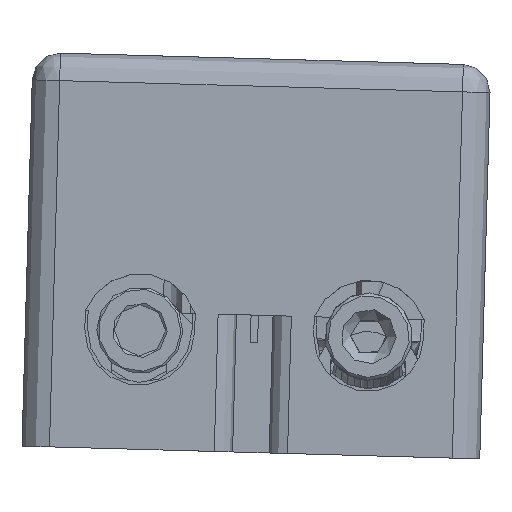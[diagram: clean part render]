
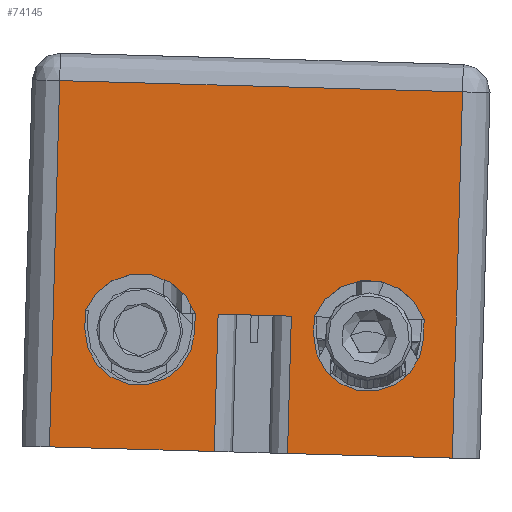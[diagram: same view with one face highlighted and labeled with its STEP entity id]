
A CAD part, front view. The second image highlights one B-rep face of the part: STEP entity #74145.
In plain terms, the highlighted planar face has unit normal (0, -1, 0).
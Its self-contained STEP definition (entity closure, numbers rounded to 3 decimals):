
#278=FACE_BOUND('',#25778,.T.);
#279=FACE_BOUND('',#25779,.T.);
#4660=LINE('',#107104,#12117);
#4760=LINE('',#107497,#12217);
#4965=LINE('',#108954,#12422);
#4994=LINE('',#109033,#12451);
#5020=LINE('',#109105,#12477);
#5021=LINE('',#109107,#12478);
#5025=LINE('',#109114,#12482);
#5026=LINE('',#109117,#12483);
#5029=LINE('',#109127,#12486);
#5030=LINE('',#109128,#12487);
#5031=LINE('',#109130,#12488);
#5032=LINE('',#109131,#12489);
#12117=VECTOR('',#84378,4.);
#12217=VECTOR('',#84700,22.);
#12422=VECTOR('',#85607,1.);
#12451=VECTOR('',#85684,1.);
#12477=VECTOR('',#85756,20.);
#12478=VECTOR('',#85759,1.);
#12482=VECTOR('',#85769,1.);
#12483=VECTOR('',#85772,20.);
#12486=VECTOR('',#85785,7.5);
#12487=VECTOR('',#85786,9.);
#12488=VECTOR('',#85787,9.);
#12489=VECTOR('',#85788,7.5);
#21703=FACE_OUTER_BOUND('',#25777,.T.);
#25777=EDGE_LOOP('',(#53215,#53216,#53217,#53218,#53219,#53220,#53221,#53222));
#25778=EDGE_LOOP('',(#53223,#53224,#53225,#53226));
#25779=EDGE_LOOP('',(#53227,#53228,#53229,#53230));
#29398=CIRCLE('',#77848,3.2);
#29403=CIRCLE('',#77862,3.2);
#29597=CIRCLE('',#78245,3.);
#29607=CIRCLE('',#78265,3.);
#31994=VERTEX_POINT('',#107100);
#31995=VERTEX_POINT('',#107102);
#32052=VERTEX_POINT('',#107379);
#32053=VERTEX_POINT('',#107381);
#32070=VERTEX_POINT('',#107427);
#32071=VERTEX_POINT('',#107429);
#32090=VERTEX_POINT('',#107489);
#32093=VERTEX_POINT('',#107496);
#32392=VERTEX_POINT('',#108952);
#32394=VERTEX_POINT('',#108958);
#32417=VERTEX_POINT('',#109026);
#32418=VERTEX_POINT('',#109028);
#32441=VERTEX_POINT('',#109103);
#32442=VERTEX_POINT('',#109116);
#32444=VERTEX_POINT('',#109126);
#32445=VERTEX_POINT('',#109129);
#39665=EDGE_CURVE('',#31995,#31994,#4660,.T.);
#39760=EDGE_CURVE('',#32053,#32052,#29398,.T.);
#39784=EDGE_CURVE('',#32071,#32070,#29403,.T.);
#39817=EDGE_CURVE('',#32090,#32093,#4760,.T.);
#40273=EDGE_CURVE('',#32052,#32392,#4965,.T.);
#40276=EDGE_CURVE('',#32392,#32394,#29597,.T.);
#40311=EDGE_CURVE('',#32418,#32417,#29607,.T.);
#40314=EDGE_CURVE('',#32070,#32418,#4994,.T.);
#40349=EDGE_CURVE('',#32441,#32090,#5020,.T.);
#40350=EDGE_CURVE('',#32394,#32053,#5021,.T.);
#40354=EDGE_CURVE('',#32417,#32071,#5025,.T.);
#40355=EDGE_CURVE('',#32442,#32093,#5026,.T.);
#40359=EDGE_CURVE('',#32444,#31995,#5029,.T.);
#40360=EDGE_CURVE('',#32442,#32444,#5030,.T.);
#40361=EDGE_CURVE('',#32445,#32441,#5031,.T.);
#40362=EDGE_CURVE('',#31994,#32445,#5032,.T.);
#53215=ORIENTED_EDGE('',*,*,#39665,.F.);
#53216=ORIENTED_EDGE('',*,*,#40359,.F.);
#53217=ORIENTED_EDGE('',*,*,#40360,.F.);
#53218=ORIENTED_EDGE('',*,*,#40355,.T.);
#53219=ORIENTED_EDGE('',*,*,#39817,.F.);
#53220=ORIENTED_EDGE('',*,*,#40349,.F.);
#53221=ORIENTED_EDGE('',*,*,#40361,.F.);
#53222=ORIENTED_EDGE('',*,*,#40362,.F.);
#53223=ORIENTED_EDGE('',*,*,#40273,.T.);
#53224=ORIENTED_EDGE('',*,*,#40276,.T.);
#53225=ORIENTED_EDGE('',*,*,#40350,.T.);
#53226=ORIENTED_EDGE('',*,*,#39760,.T.);
#53227=ORIENTED_EDGE('',*,*,#39784,.T.);
#53228=ORIENTED_EDGE('',*,*,#40314,.T.);
#53229=ORIENTED_EDGE('',*,*,#40311,.T.);
#53230=ORIENTED_EDGE('',*,*,#40354,.T.);
#71326=PLANE('',#78299);
#74145=ADVANCED_FACE('',(#21703,#278,#279),#71326,.T.);
#77848=AXIS2_PLACEMENT_3D('',#107382,#84581,#84582);
#77862=AXIS2_PLACEMENT_3D('',#107430,#84625,#84626);
#78245=AXIS2_PLACEMENT_3D('',#108960,#85613,#85614);
#78265=AXIS2_PLACEMENT_3D('',#109029,#85678,#85679);
#78299=AXIS2_PLACEMENT_3D('',#109125,#85783,#85784);
#84378=DIRECTION('',(-1.,0.,0.028));
#84581=DIRECTION('center_axis',(0.,1.,0.));
#84582=DIRECTION('ref_axis',(-0.927,0.,0.374));
#84625=DIRECTION('center_axis',(0.,1.,0.));
#84626=DIRECTION('ref_axis',(0.947,0.,0.322));
#84700=DIRECTION('',(1.,0.,-0.028));
#85607=DIRECTION('',(-0.028,0.,-1.));
#85613=DIRECTION('center_axis',(0.,1.,0.));
#85614=DIRECTION('ref_axis',(-1.,0.,0.028));
#85678=DIRECTION('center_axis',(0.,1.,0.));
#85679=DIRECTION('ref_axis',(1.,0.,-0.028));
#85684=DIRECTION('',(-0.028,0.,-1.));
#85756=DIRECTION('',(0.028,0.,1.));
#85759=DIRECTION('',(0.028,0.,1.));
#85769=DIRECTION('',(0.028,0.,1.));
#85772=DIRECTION('',(0.028,0.,1.));
#85783=DIRECTION('center_axis',(0.,-1.,0.));
#85784=DIRECTION('ref_axis',(-0.028,0.,-1.));
#85785=DIRECTION('',(0.028,0.,1.));
#85786=DIRECTION('',(-1.,0.,0.028));
#85787=DIRECTION('',(-1.,0.,0.028));
#85788=DIRECTION('',(-0.028,0.,-1.));
#107100=CARTESIAN_POINT('',(-11.481,-21.703,52.426));
#107102=CARTESIAN_POINT('',(-7.483,-21.703,52.315));
#107104=CARTESIAN_POINT('',(3.013,-21.703,52.021));
#107379=CARTESIAN_POINT('',(-12.731,-21.703,52.461));
#107381=CARTESIAN_POINT('',(-18.728,-21.703,52.629));
#107382=CARTESIAN_POINT('Origin',(-15.761,-21.703,51.432));
#107427=CARTESIAN_POINT('',(-0.235,-21.703,52.112));
#107429=CARTESIAN_POINT('',(-6.233,-21.703,52.28));
#107430=CARTESIAN_POINT('Origin',(-3.265,-21.703,51.083));
#107489=CARTESIAN_POINT('',(-20.129,-21.703,65.173));
#107496=CARTESIAN_POINT('',(1.863,-21.703,64.558));
#107497=CARTESIAN_POINT('',(-2.885,-21.703,64.691));
#108952=CARTESIAN_POINT('',(-12.759,-21.703,51.462));
#108954=CARTESIAN_POINT('',(-12.849,-21.703,48.213));
#108958=CARTESIAN_POINT('',(-18.756,-21.703,51.629));
#108960=CARTESIAN_POINT('Origin',(-15.757,-21.703,51.545));
#109026=CARTESIAN_POINT('',(-6.261,-21.703,51.28));
#109028=CARTESIAN_POINT('',(-0.263,-21.703,51.113));
#109029=CARTESIAN_POINT('Origin',(-3.262,-21.703,51.196));
#109033=CARTESIAN_POINT('',(-0.326,-21.703,48.863));
#109103=CARTESIAN_POINT('',(-20.687,-21.703,45.18));
#109105=CARTESIAN_POINT('',(-20.687,-21.703,45.18));
#109107=CARTESIAN_POINT('',(-18.819,-21.703,49.38));
#109114=CARTESIAN_POINT('',(-6.352,-21.703,48.031));
#109116=CARTESIAN_POINT('',(1.304,-21.703,44.566));
#109117=CARTESIAN_POINT('',(1.304,-21.703,44.566));
#109125=CARTESIAN_POINT('Origin',(1.304,-21.703,44.566));
#109126=CARTESIAN_POINT('',(-7.692,-21.703,44.817));
#109127=CARTESIAN_POINT('',(-7.573,-21.703,49.066));
#109128=CARTESIAN_POINT('',(1.304,-21.703,44.566));
#109129=CARTESIAN_POINT('',(-11.69,-21.703,44.929));
#109130=CARTESIAN_POINT('',(1.304,-21.703,44.566));
#109131=CARTESIAN_POINT('',(-11.572,-21.703,49.178));
